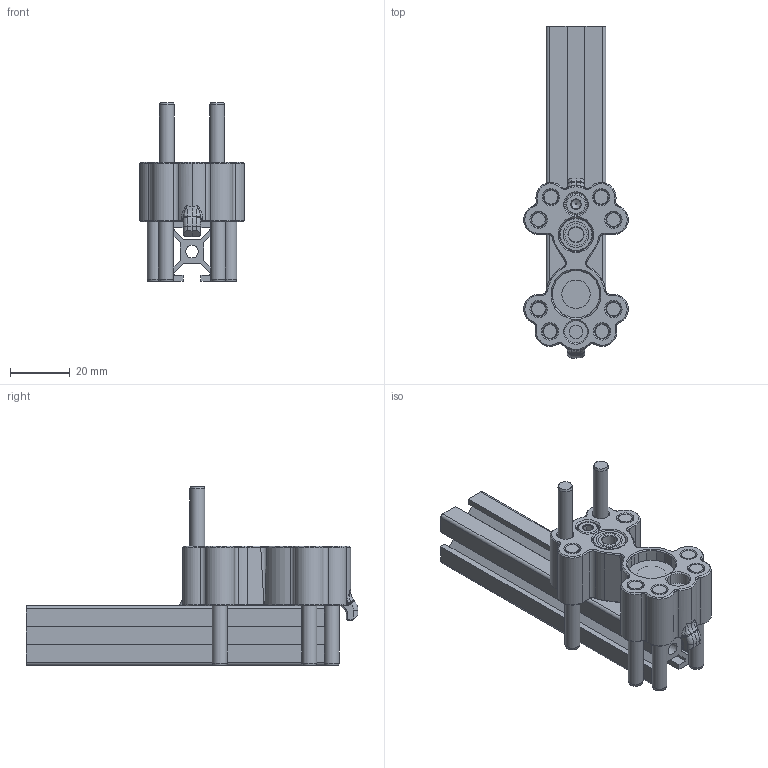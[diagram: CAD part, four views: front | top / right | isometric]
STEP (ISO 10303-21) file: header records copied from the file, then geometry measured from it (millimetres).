
FILE_DESCRIPTION(/* description */ (''),/* implementation_level */ '2;1');
FILE_NAME(/* name */ 'Multi_2.step',/* time_stamp */ '2026-02-15T16:33:45-08:00',/* author */ (''),/* organization */ (''),/* preprocessor_version */ 'ST-DEVELOPER v20.1',/* originating_system */ 'Autodesk Translation Framework v14.24.0.0',/* authorisation */ '');
FILE_SCHEMA (('AUTOMOTIVE_DESIGN { 1 0 10303 214 3 1 1 }'));
Length unit declared in the file: millimetre
Products named in the file (6): 2026-02-14-20-01-36-609; 2026-02-14-21-02-25-099; 2025-12-28-17-25-18-377; 2026-02-15-03-44-28-586; 2026-02-15-03-45-25-427; 2026-02-14-20-46-24-834
Assembly tree (13 placements, depth 2):
  2026-02-14-20-01-36-609
    2026-02-14-21-02-25-099
    2025-12-28-17-25-18-377
    2026-02-15-03-44-28-586
    2026-02-15-03-45-25-427  x8
    2026-02-14-20-46-24-834  x2
Bounding box: 35.1 x 111.36 x 60 mm (x, y, z)
Volume: 44253.4 mm3; surface area: 35697.2 mm2
Topology: 43 solids, 43 shells, 613 faces, 1419 edges, 850 vertices
Faces by surface type: plane 302, cone 122, cylinder 117, bspline 34, sphere 24, torus 14
Full cylindrical faces by diameter (mm): 4 x1, 4.2 x1, 5 x18, 7 x1, 7.385 x8, 8.615 x8, 11 x2
Entity records: 16552 total; most frequent: CARTESIAN_POINT 3956, DIRECTION 2572, ORIENTED_EDGE 2524, EDGE_CURVE 1262, AXIS2_PLACEMENT_3D 863, LINE 846, VECTOR 846, VERTEX_POINT 772
